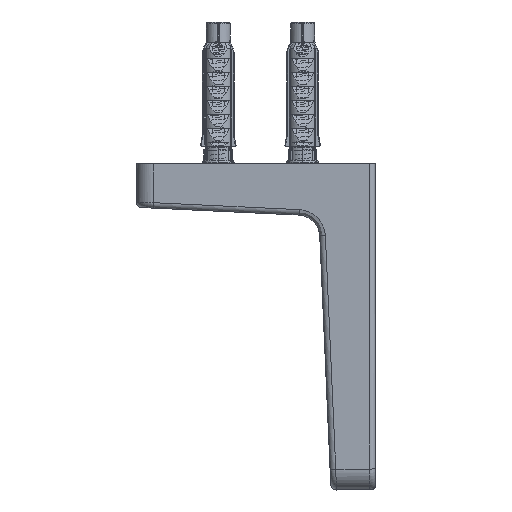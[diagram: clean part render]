
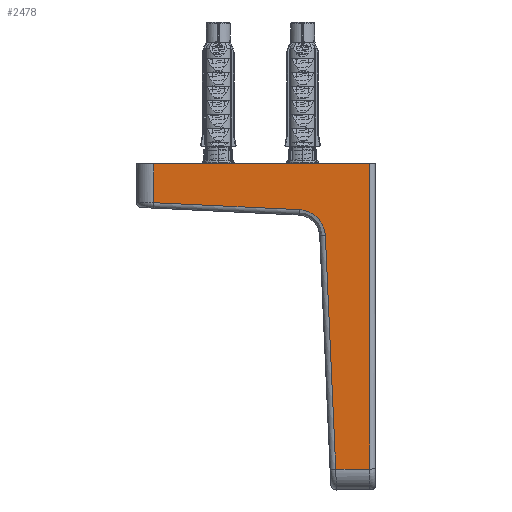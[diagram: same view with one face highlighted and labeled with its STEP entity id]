
A CAD part, front view. The second image highlights one B-rep face of the part: STEP entity #2478.
In plain terms, the highlighted face is planar.
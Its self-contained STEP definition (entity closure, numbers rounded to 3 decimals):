
#54=CARTESIAN_POINT('',(-5.,32.,-53.7));
#56=DIRECTION('',(0.,0.,1.));
#57=VECTOR('',#56,49.7);
#58=CARTESIAN_POINT('',(-5.,32.,-53.7));
#59=LINE('',#58,#57);
#192=DIRECTION('',(-0.999,0.035,0.));
#193=VECTOR('',#192,70.217);
#194=CARTESIAN_POINT('',(65.174,29.549,-53.7));
#195=LINE('',#194,#193);
#415=DIRECTION('',(-0.998,0.035,0.044));
#416=VECTOR('',#415,53.716);
#417=CARTESIAN_POINT('',(65.174,29.549,-45.885));
#418=LINE('',#417,#416);
#419=CARTESIAN_POINT('',(11.544,31.422,-43.501));
#420=CARTESIAN_POINT('',(11.09,31.438,-43.481));
#421=CARTESIAN_POINT('',(10.214,31.469,-43.347));
#422=CARTESIAN_POINT('',(8.96,31.513,-42.872));
#423=CARTESIAN_POINT('',(7.84,31.552,-42.149));
#424=CARTESIAN_POINT('',(6.895,31.585,-41.207));
#425=CARTESIAN_POINT('',(6.168,31.61,-40.089));
#426=CARTESIAN_POINT('',(5.689,31.627,-38.836));
#427=CARTESIAN_POINT('',(5.551,31.632,-37.959));
#428=CARTESIAN_POINT('',(5.53,31.632,-37.508));
#430=DIRECTION('',(-0.048,0.002,0.999));
#431=VECTOR('',#430,33.546);
#432=CARTESIAN_POINT('',(5.53,31.632,-37.508));
#433=LINE('',#432,#431);
#449=DIRECTION('',(0.,0.,-1.));
#450=VECTOR('',#449,7.815);
#451=CARTESIAN_POINT('',(65.174,29.549,-45.885));
#452=LINE('',#451,#450);
#550=DIRECTION('',(0.999,-0.035,0.));
#551=VECTOR('',#550,8.94);
#552=CARTESIAN_POINT('',(-5.,32.,-4.));
#553=LINE('',#552,#551);
#1637=VERTEX_POINT('',#54);
#1638=CARTESIAN_POINT('',(-5.,32.,
-4.));
#1639=VERTEX_POINT('',#1638);
#1699=CARTESIAN_POINT('',(65.174,29.549,-53.7));
#1700=VERTEX_POINT('',#1699);
#1751=VERTEX_POINT('',#419);
#1752=VERTEX_POINT('',#428);
#1753=CARTESIAN_POINT('',(65.174,29.549,-45.885));
#1754=VERTEX_POINT('',#1753);
#1755=CARTESIAN_POINT('',(3.934,31.688,-4.));
#1756=VERTEX_POINT('',#1755);
#2460=CARTESIAN_POINT('',(70.,29.381,-55.));
#2461=DIRECTION('',(-0.035,-0.999,0.));
#2462=DIRECTION('',(-0.999,0.035,0.));
#2463=AXIS2_PLACEMENT_3D('',#2460,#2461,#2462);
#2464=PLANE('',#2463);
#2465=ORIENTED_EDGE('',*,*,#2128,.F.);
#2467=ORIENTED_EDGE('',*,*,#2466,.F.);
#2469=ORIENTED_EDGE('',*,*,#2468,.T.);
#2470=ORIENTED_EDGE('',*,*,#2450,.T.);
#2472=ORIENTED_EDGE('',*,*,#2471,.T.);
#2474=ORIENTED_EDGE('',*,*,#2473,.F.);
#2475=ORIENTED_EDGE('',*,*,#2045,.F.);
#2476=EDGE_LOOP('',(#2465,#2467,#2469,#2470,#2472,#2474,#2475));
#2477=FACE_OUTER_BOUND('',#2476,.F.);
#2478=ADVANCED_FACE('',(#2477),#2464,.F.);
#429=B_SPLINE_CURVE_WITH_KNOTS('',3,(#419,#420,#421,#422,#423,#424,#425,#426,
#427,#428),.UNSPECIFIED.,.F.,.F.,(4,1,1,1,1,1,1,4),(0.,0.143,
0.286,0.429,0.571,0.714,
0.857,1.),.UNSPECIFIED.);
#2045=EDGE_CURVE('',#1637,#1639,#59,.T.);
#2128=EDGE_CURVE('',#1700,#1637,#195,.T.);
#2450=EDGE_CURVE('',#1751,#1752,#429,.T.);
#2466=EDGE_CURVE('',#1754,#1700,#452,.T.);
#2468=EDGE_CURVE('',#1754,#1751,#418,.T.);
#2471=EDGE_CURVE('',#1752,#1756,#433,.T.);
#2473=EDGE_CURVE('',#1639,#1756,#553,.T.);
